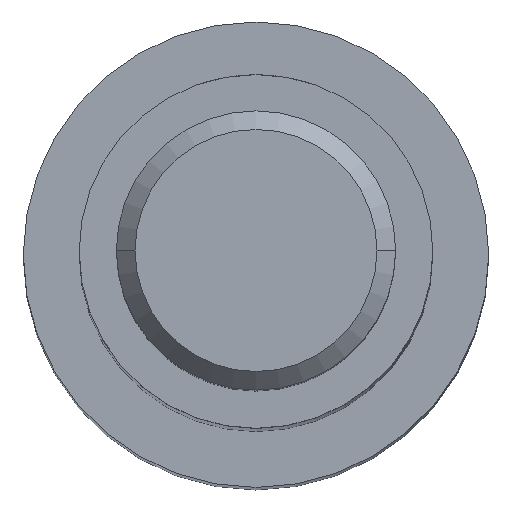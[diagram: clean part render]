
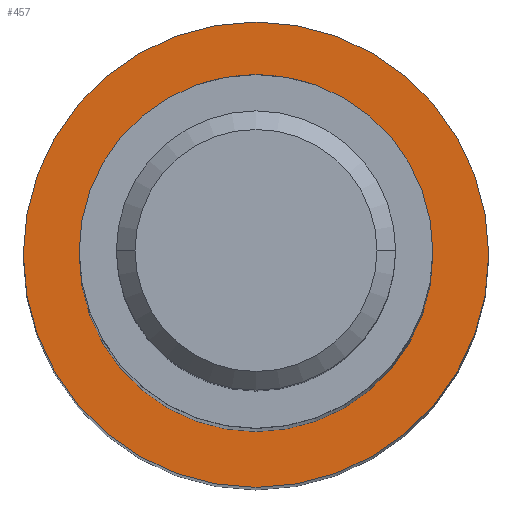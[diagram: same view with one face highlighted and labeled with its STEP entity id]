
A CAD part, top view. The second image highlights one B-rep face of the part: STEP entity #457.
In plain terms, the highlighted planar face has unit normal (0, 0, 1).
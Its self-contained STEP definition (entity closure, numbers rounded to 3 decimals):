
#17 = ORIENTED_EDGE ( 'NONE', *, *, #763, .F. ) ;
#19 = DIRECTION ( 'NONE',  ( -1., 0., 0. ) ) ;
#61 = EDGE_LOOP ( 'NONE', ( #683, #17 ) ) ;
#84 = CIRCLE ( 'NONE', #693, 9.5 ) ;
#139 = CARTESIAN_POINT ( 'NONE',  ( 0., 0., 0. ) ) ;
#147 = ORIENTED_EDGE ( 'NONE', *, *, #182, .T. ) ;
#175 = FACE_BOUND ( 'NONE', #422, .T. ) ;
#180 = DIRECTION ( 'NONE',  ( 0., 0., -1. ) ) ;
#182 = EDGE_CURVE ( 'NONE', #761, #641, #778, .T. ) ;
#191 = VERTEX_POINT ( 'NONE', #829 ) ;
#197 = CIRCLE ( 'NONE', #451, 12.5 ) ;
#204 = AXIS2_PLACEMENT_3D ( 'NONE', #139, #515, #206 ) ;
#206 = DIRECTION ( 'NONE',  ( -1., 0., 0. ) ) ;
#232 = AXIS2_PLACEMENT_3D ( 'NONE', #756, #814, #351 ) ;
#234 = EDGE_CURVE ( 'NONE', #641, #761, #84, .T. ) ;
#250 = DIRECTION ( 'NONE',  ( -1., 0., 0. ) ) ;
#317 = DIRECTION ( 'NONE',  ( 0., 0., -1. ) ) ;
#332 = FACE_OUTER_BOUND ( 'NONE', #61, .T. ) ;
#351 = DIRECTION ( 'NONE',  ( -1., 0., 0. ) ) ;
#361 = CARTESIAN_POINT ( 'NONE',  ( 0., 0., 0. ) ) ;
#377 = CARTESIAN_POINT ( 'NONE',  ( 0., 0., 0. ) ) ;
#422 = EDGE_LOOP ( 'NONE', ( #147, #827 ) ) ;
#423 = DIRECTION ( 'NONE',  ( -1., 0., 0. ) ) ;
#450 = CARTESIAN_POINT ( 'NONE',  ( -9.5, 0., 0. ) ) ;
#451 = AXIS2_PLACEMENT_3D ( 'NONE', #377, #317, #19 ) ;
#457 = ADVANCED_FACE ( 'NONE', ( #332, #175 ), #550, .F. ) ;
#515 = DIRECTION ( 'NONE',  ( 0., 0., -1. ) ) ;
#546 = VERTEX_POINT ( 'NONE', #713 ) ;
#550 = PLANE ( 'NONE',  #232 ) ;
#552 = AXIS2_PLACEMENT_3D ( 'NONE', #361, #822, #423 ) ;
#604 = EDGE_CURVE ( 'NONE', #191, #546, #197, .T. ) ;
#614 = CIRCLE ( 'NONE', #204, 12.5 ) ;
#641 = VERTEX_POINT ( 'NONE', #797 ) ;
#683 = ORIENTED_EDGE ( 'NONE', *, *, #604, .F. ) ;
#693 = AXIS2_PLACEMENT_3D ( 'NONE', #712, #180, #250 ) ;
#712 = CARTESIAN_POINT ( 'NONE',  ( 0., 0., 0. ) ) ;
#713 = CARTESIAN_POINT ( 'NONE',  ( -12.5, 0., 0. ) ) ;
#756 = CARTESIAN_POINT ( 'NONE',  ( 0., 0., 0. ) ) ;
#761 = VERTEX_POINT ( 'NONE', #450 ) ;
#763 = EDGE_CURVE ( 'NONE', #546, #191, #614, .T. ) ;
#778 = CIRCLE ( 'NONE', #552, 9.5 ) ;
#797 = CARTESIAN_POINT ( 'NONE',  ( 9.5, 0., 0. ) ) ;
#814 = DIRECTION ( 'NONE',  ( 0., 0., -1. ) ) ;
#822 = DIRECTION ( 'NONE',  ( 0., 0., -1. ) ) ;
#827 = ORIENTED_EDGE ( 'NONE', *, *, #234, .T. ) ;
#829 = CARTESIAN_POINT ( 'NONE',  ( 12.5, 0., 0. ) ) ;
